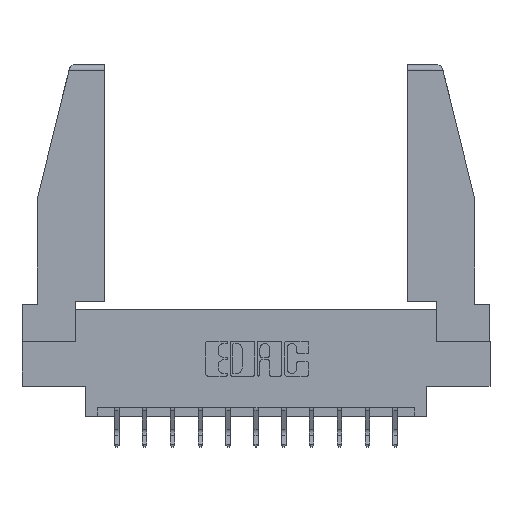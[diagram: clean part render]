
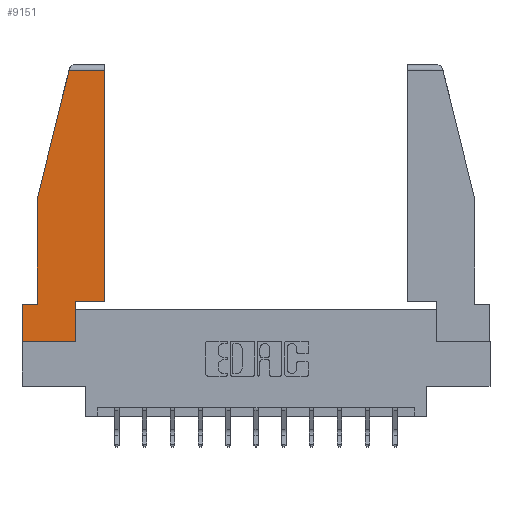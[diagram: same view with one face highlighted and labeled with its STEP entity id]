
A CAD part, top view. The second image highlights one B-rep face of the part: STEP entity #9151.
In plain terms, the highlighted planar face has unit normal (0, 0, 1).
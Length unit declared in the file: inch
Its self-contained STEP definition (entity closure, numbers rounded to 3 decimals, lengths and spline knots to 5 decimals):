
#69 = CARTESIAN_POINT ( 'NONE',  ( 0.086, 0.21, 0. ) ) ;
#266 = DIRECTION ( 'NONE',  ( 1., 0., 0. ) ) ;
#342 = EDGE_CURVE ( 'NONE', #5886, #12784, #5516, .T. ) ;
#419 = CARTESIAN_POINT ( 'NONE',  ( 0.2636, 1.52, 0. ) ) ;
#421 = LINE ( 'NONE', #7936, #3960 ) ;
#458 = CARTESIAN_POINT ( 'NONE',  ( 0.271, 1.55, 0. ) ) ;
#648 = VERTEX_POINT ( 'NONE', #2686 ) ;
#688 = CARTESIAN_POINT ( 'NONE',  ( 0.297, 0., 0. ) ) ;
#916 = DIRECTION ( 'NONE',  ( 0., -1., 0. ) ) ;
#988 = CARTESIAN_POINT ( 'NONE',  ( 0., 0., 0. ) ) ;
#1216 = LINE ( 'NONE', #1873, #1759 ) ;
#1408 = CARTESIAN_POINT ( 'NONE',  ( 0., 0., 0. ) ) ;
#1566 = ORIENTED_EDGE ( 'NONE', *, *, #7220, .T. ) ;
#1631 = EDGE_CURVE ( 'NONE', #9401, #5442, #6801, .T. ) ;
#1640 = ORIENTED_EDGE ( 'NONE', *, *, #342, .T. ) ;
#1759 = VECTOR ( 'NONE', #8002, 39.37008 ) ;
#1873 = CARTESIAN_POINT ( 'NONE',  ( 0., 1.52, 0. ) ) ;
#1954 = VECTOR ( 'NONE', #12328, 39.37008 ) ;
#1972 = CARTESIAN_POINT ( 'NONE',  ( 0.297, 0.223, 0. ) ) ;
#2065 = ORIENTED_EDGE ( 'NONE', *, *, #9799, .T. ) ;
#2103 = EDGE_CURVE ( 'NONE', #13453, #3048, #9705, .T. ) ;
#2371 = EDGE_CURVE ( 'NONE', #648, #14454, #1216, .T. ) ;
#2686 = CARTESIAN_POINT ( 'NONE',  ( 0.461, 1.52, 0. ) ) ;
#2796 = CARTESIAN_POINT ( 'NONE',  ( 0., 0.21, 0. ) ) ;
#3048 = VERTEX_POINT ( 'NONE', #7678 ) ;
#3230 = VECTOR ( 'NONE', #10976, 39.37008 ) ;
#3337 = CARTESIAN_POINT ( 'NONE',  ( 0.461, 0.223, 0. ) ) ;
#3875 = EDGE_CURVE ( 'NONE', #5442, #648, #4091, .T. ) ;
#3960 = VECTOR ( 'NONE', #916, 39.37008 ) ;
#4091 = LINE ( 'NONE', #3337, #4647 ) ;
#4291 = CARTESIAN_POINT ( 'NONE',  ( 0., 0.21, 0. ) ) ;
#4615 = CARTESIAN_POINT ( 'NONE',  ( 0.297, 0.223, 0. ) ) ;
#4647 = VECTOR ( 'NONE', #7966, 39.37008 ) ;
#5083 = PLANE ( 'NONE',  #12698 ) ;
#5132 = VECTOR ( 'NONE', #7944, 39.37008 ) ;
#5314 = DIRECTION ( 'NONE',  ( 0., 1., 0. ) ) ;
#5442 = VERTEX_POINT ( 'NONE', #10595 ) ;
#5516 = LINE ( 'NONE', #2796, #11075 ) ;
#5886 = VERTEX_POINT ( 'NONE', #69 ) ;
#6039 = VECTOR ( 'NONE', #12086, 39.37008 ) ;
#6152 = FACE_OUTER_BOUND ( 'NONE', #7873, .T. ) ;
#6801 = LINE ( 'NONE', #1972, #5132 ) ;
#7176 = ORIENTED_EDGE ( 'NONE', *, *, #2371, .T. ) ;
#7220 = EDGE_CURVE ( 'NONE', #14454, #10137, #7880, .T. ) ;
#7242 = ORIENTED_EDGE ( 'NONE', *, *, #1631, .T. ) ;
#7385 = DIRECTION ( 'NONE',  ( 0., 0., 1. ) ) ;
#7678 = CARTESIAN_POINT ( 'NONE',  ( 0.297, 0., 0. ) ) ;
#7873 = EDGE_LOOP ( 'NONE', ( #8523, #7176, #1566, #2065, #1640, #13048, #8339, #12235, #7242 ) ) ;
#7880 = LINE ( 'NONE', #458, #3230 ) ;
#7936 = CARTESIAN_POINT ( 'NONE',  ( 0.086, 0.8, 0. ) ) ;
#7944 = DIRECTION ( 'NONE',  ( 1., 0., 0. ) ) ;
#7966 = DIRECTION ( 'NONE',  ( 0., 1., 0. ) ) ;
#8002 = DIRECTION ( 'NONE',  ( -1., 0., 0. ) ) ;
#8339 = ORIENTED_EDGE ( 'NONE', *, *, #2103, .T. ) ;
#8369 = EDGE_CURVE ( 'NONE', #3048, #9401, #13093, .T. ) ;
#8523 = ORIENTED_EDGE ( 'NONE', *, *, #3875, .T. ) ;
#8599 = CARTESIAN_POINT ( 'NONE',  ( 0., 0., 0. ) ) ;
#9135 = VECTOR ( 'NONE', #5314, 39.37008 ) ;
#9151 = ADVANCED_FACE ( 'NONE', ( #6152 ), #5083, .T. ) ;
#9401 = VERTEX_POINT ( 'NONE', #4615 ) ;
#9554 = EDGE_CURVE ( 'NONE', #12784, #13453, #13464, .T. ) ;
#9705 = LINE ( 'NONE', #1408, #6039 ) ;
#9747 = DIRECTION ( 'NONE',  ( -1., 0., 0. ) ) ;
#9799 = EDGE_CURVE ( 'NONE', #10137, #5886, #421, .T. ) ;
#10137 = VERTEX_POINT ( 'NONE', #11639 ) ;
#10595 = CARTESIAN_POINT ( 'NONE',  ( 0.461, 0.223, 0. ) ) ;
#10976 = DIRECTION ( 'NONE',  ( -0.239, -0.971, 0. ) ) ;
#11075 = VECTOR ( 'NONE', #9747, 39.37008 ) ;
#11639 = CARTESIAN_POINT ( 'NONE',  ( 0.086, 0.8, 0. ) ) ;
#11896 = CARTESIAN_POINT ( 'NONE',  ( 0., 0.21, 0. ) ) ;
#12086 = DIRECTION ( 'NONE',  ( 1., 0., 0. ) ) ;
#12235 = ORIENTED_EDGE ( 'NONE', *, *, #8369, .T. ) ;
#12328 = DIRECTION ( 'NONE',  ( 0., -1., 0. ) ) ;
#12698 = AXIS2_PLACEMENT_3D ( 'NONE', #8599, #7385, #266 ) ;
#12784 = VERTEX_POINT ( 'NONE', #11896 ) ;
#13048 = ORIENTED_EDGE ( 'NONE', *, *, #9554, .T. ) ;
#13093 = LINE ( 'NONE', #688, #9135 ) ;
#13453 = VERTEX_POINT ( 'NONE', #988 ) ;
#13464 = LINE ( 'NONE', #4291, #1954 ) ;
#14454 = VERTEX_POINT ( 'NONE', #419 ) ;
